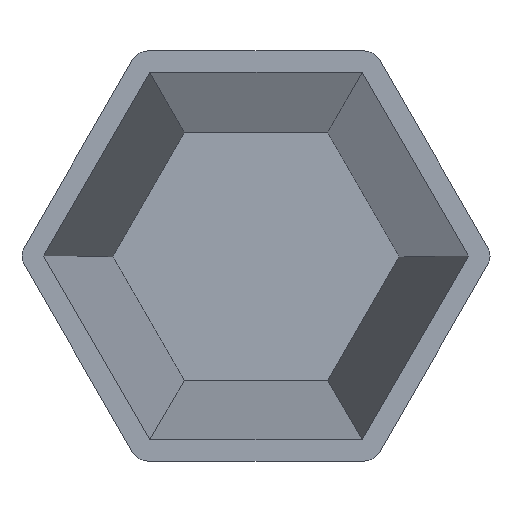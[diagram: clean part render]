
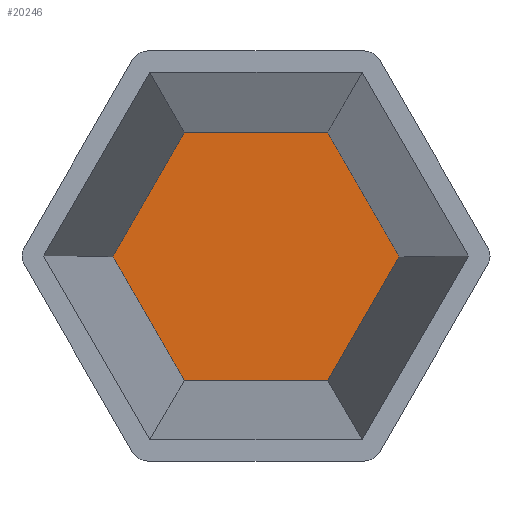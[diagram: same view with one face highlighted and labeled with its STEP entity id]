
A CAD part, top view. The second image highlights one B-rep face of the part: STEP entity #20246.
In plain terms, the highlighted planar face has unit normal (0, 0, 1).
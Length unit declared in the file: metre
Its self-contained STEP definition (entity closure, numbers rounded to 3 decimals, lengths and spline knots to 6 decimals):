
#6553=ORIENTED_EDGE('',*,*,#10487,.T.);
#6554=ORIENTED_EDGE('',*,*,#10490,.T.);
#6555=ORIENTED_EDGE('',*,*,#10492,.T.);
#6556=ORIENTED_EDGE('',*,*,#10494,.T.);
#6557=ORIENTED_EDGE('',*,*,#10496,.T.);
#6558=ORIENTED_EDGE('',*,*,#10497,.T.);
#10487=EDGE_CURVE('',#12817,#12816,#14512,.T.);
#10490=EDGE_CURVE('',#12816,#12818,#14515,.T.);
#10492=EDGE_CURVE('',#12818,#12819,#14517,.T.);
#10494=EDGE_CURVE('',#12819,#12820,#14519,.T.);
#10496=EDGE_CURVE('',#12820,#12821,#14521,.T.);
#10497=EDGE_CURVE('',#12821,#12817,#14522,.T.);
#12816=VERTEX_POINT('',#34023);
#12817=VERTEX_POINT('',#34025);
#12818=VERTEX_POINT('',#34029);
#12819=VERTEX_POINT('',#34033);
#12820=VERTEX_POINT('',#34037);
#12821=VERTEX_POINT('',#34041);
#14512=LINE('',#34024,#16283);
#14515=LINE('',#34030,#16286);
#14517=LINE('',#34034,#16288);
#14519=LINE('',#34038,#16290);
#14521=LINE('',#34042,#16292);
#14522=LINE('',#34044,#16293);
#16283=VECTOR('',#24203,1.);
#16286=VECTOR('',#24208,1.);
#16288=VECTOR('',#24212,1.);
#16290=VECTOR('',#24216,1.);
#16292=VECTOR('',#24220,1.);
#16293=VECTOR('',#24223,1.);
#17536=EDGE_LOOP('',(#6553,#6554,#6555,#6556,#6557,#6558));
#18699=FACE_BOUND('',#17536,.T.);
#19342=PLANE('',#21261);
#20246=ADVANCED_FACE('',(#18699),#19342,.T.);
#21261=AXIS2_PLACEMENT_3D('',#34045,#24224,#24225);
#24203=DIRECTION('',(-0.5,-0.866,0.));
#24208=DIRECTION('',(0.5,-0.866,0.));
#24212=DIRECTION('',(1.,0.,0.));
#24216=DIRECTION('',(0.5,0.866,0.));
#24220=DIRECTION('',(-0.5,0.866,0.));
#24223=DIRECTION('',(-1.,0.,0.));
#24224=DIRECTION('',(0.,0.,1.));
#24225=DIRECTION('',(1.,0.,0.));
#34023=CARTESIAN_POINT('',(-0.027109,-0.015534,0.033147));
#34024=CARTESIAN_POINT('',(-0.022574,-0.007679,0.033147));
#34025=CARTESIAN_POINT('',(-0.018039,0.000176,0.033147));
#34029=CARTESIAN_POINT('',(-0.018039,-0.031245,0.033147));
#34030=CARTESIAN_POINT('',(-0.022574,-0.02339,0.033147));
#34033=CARTESIAN_POINT('',(0.000102,-0.031245,0.033147));
#34034=CARTESIAN_POINT('',(-0.008969,-0.031245,0.033147));
#34037=CARTESIAN_POINT('',(0.009172,-0.015534,0.033147));
#34038=CARTESIAN_POINT('',(0.004637,-0.02339,0.033147));
#34041=CARTESIAN_POINT('',(0.000102,0.000176,0.033147));
#34042=CARTESIAN_POINT('',(0.004637,-0.007679,0.033147));
#34044=CARTESIAN_POINT('',(-0.008969,0.000176,0.033147));
#34045=CARTESIAN_POINT('',(-0.008969,-0.015534,0.033147));
